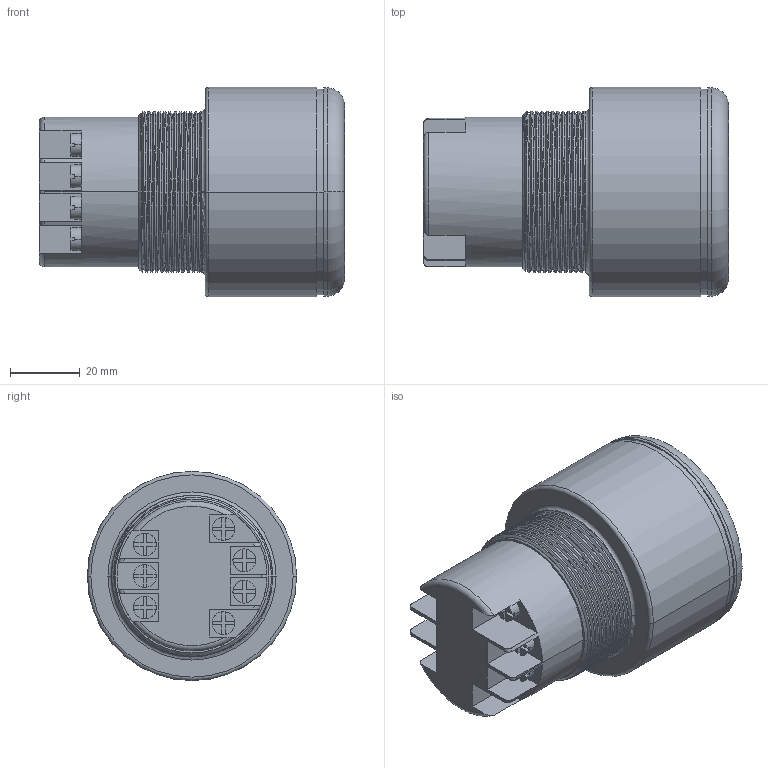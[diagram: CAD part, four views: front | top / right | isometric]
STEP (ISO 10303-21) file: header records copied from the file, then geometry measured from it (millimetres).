
FILE_DESCRIPTION((''),'2;1');
FILE_NAME('DM_CAD-B022A','2015-02-26T',('Creinig-se'),(''),'PRO/ENGINEER BY PARAMETRIC TECHNOLOGY CORPORATION, 2013050','PRO/ENGINEER BY PARAMETRIC TECHNOLOGY CORPORATION, 2013050','');
FILE_SCHEMA(('CONFIG_CONTROL_DESIGN'));
Length unit declared in the file: millimetre
Products named in the file (1): DM_CAD-B022A
Bounding box: 87.47 x 60 x 60 mm (x, y, z)
Volume: 177618.5 mm3; surface area: 23000.5 mm2
Topology: 1 solids, 1 shells, 195 faces, 539 edges, 357 vertices
Faces by surface type: plane 126, cylinder 46, torus 13, bspline 8, cone 2
Entity records: 11243 total; most frequent: CARTESIAN_POINT 4558, ORIENTED_EDGE 1078, DIRECTION 976, PRESENTATION_STYLE_ASSIGNMENT 540, STYLED_ITEM 540, CURVE_STYLE 539, EDGE_CURVE 539, VERTEX_POINT 357
